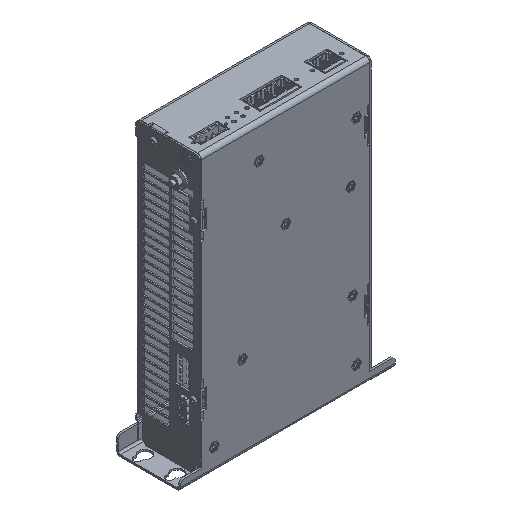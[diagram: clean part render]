
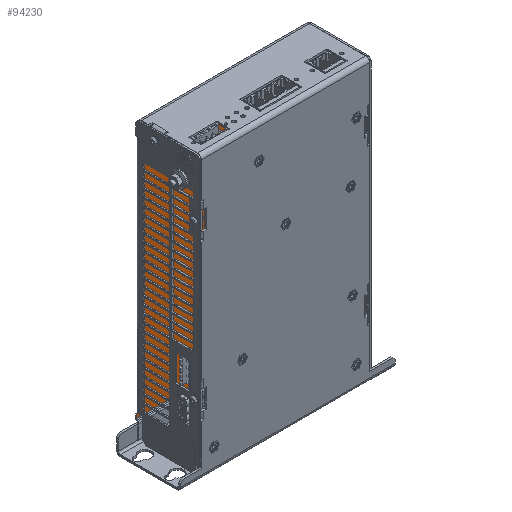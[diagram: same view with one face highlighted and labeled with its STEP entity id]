
A CAD part, isometric view. The second image highlights one B-rep face of the part: STEP entity #94230.
In plain terms, the highlighted planar face has unit normal (0, -1, 0).
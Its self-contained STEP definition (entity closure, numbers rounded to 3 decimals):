
#74232=DIRECTION('',(0.,0.,-1.));
#74233=VECTOR('',#74232,2.586);
#74234=CARTESIAN_POINT('',(66.25,-1.,93.586));
#74235=LINE('',#74234,#74233);
#74239=DIRECTION('',(-1.,0.,0.));
#74240=VECTOR('',#74239,2.);
#74241=CARTESIAN_POINT('',(66.25,-1.,91.));
#74242=LINE('',#74241,#74240);
#74246=DIRECTION('',(0.,0.,1.));
#74247=VECTOR('',#74246,1.);
#74248=CARTESIAN_POINT('',(64.25,-1.,90.));
#74249=LINE('',#74248,#74247);
#74253=DIRECTION('',(-1.,0.,0.));
#74254=VECTOR('',#74253,128.5);
#74255=CARTESIAN_POINT('',(64.25,-1.,-94.));
#74256=LINE('',#74255,#74254);
#74260=DIRECTION('',(0.,0.,1.));
#74261=VECTOR('',#74260,1.);
#74262=CARTESIAN_POINT('',(-64.25,-1.,90.));
#74263=LINE('',#74262,#74261);
#74267=DIRECTION('',(1.,0.,0.));
#74268=VECTOR('',#74267,2.);
#74269=CARTESIAN_POINT('',(-66.25,-1.,91.));
#74270=LINE('',#74269,#74268);
#74274=DIRECTION('',(0.,0.,1.));
#74275=VECTOR('',#74274,2.586);
#74276=CARTESIAN_POINT('',(-66.25,-1.,91.));
#74277=LINE('',#74276,#74275);
#74281=DIRECTION('',(1.,0.,0.));
#74282=VECTOR('',#74281,132.5);
#74283=CARTESIAN_POINT('',(-66.25,-1.,93.586));
#74284=LINE('',#74283,#74282);
#74784=DIRECTION('',(0.,0.,1.));
#74785=VECTOR('',#74784,184.);
#74786=CARTESIAN_POINT('',(-64.25,-1.,-94.));
#74787=LINE('',#74786,#74785);
#81585=DIRECTION('',(0.,0.,-1.));
#81586=VECTOR('',#81585,184.);
#81587=CARTESIAN_POINT('',(64.25,-1.,90.));
#81588=LINE('',#81587,#81586);
#91163=CARTESIAN_POINT('',(64.25,-1.,-94.));
#91164=CARTESIAN_POINT('',(-64.25,-1.,-94.));
#91165=VERTEX_POINT('',#91163);
#91166=VERTEX_POINT('',#91164);
#91173=CARTESIAN_POINT('',(-64.25,-1.,90.));
#91174=CARTESIAN_POINT('',(-64.25,-1.,91.));
#91175=VERTEX_POINT('',#91173);
#91176=VERTEX_POINT('',#91174);
#91177=CARTESIAN_POINT('',(-66.25,-1.,91.));
#91178=VERTEX_POINT('',#91177);
#91185=CARTESIAN_POINT('',(64.25,-1.,90.));
#91186=CARTESIAN_POINT('',(64.25,-1.,91.));
#91187=VERTEX_POINT('',#91185);
#91188=VERTEX_POINT('',#91186);
#91189=CARTESIAN_POINT('',(66.25,-1.,91.));
#91190=VERTEX_POINT('',#91189);
#91191=CARTESIAN_POINT('',(-66.25,-1.,93.586));
#91192=VERTEX_POINT('',#91191);
#91193=CARTESIAN_POINT('',(66.25,-1.,93.586));
#91194=VERTEX_POINT('',#91193);
#94203=CARTESIAN_POINT('',(0.,-1.,0.));
#94204=DIRECTION('',(0.,1.,0.));
#94205=DIRECTION('',(1.,0.,0.));
#94206=AXIS2_PLACEMENT_3D('',#94203,#94204,#94205);
#94207=PLANE('',#94206);
#94209=ORIENTED_EDGE('',*,*,#94208,.T.);
#94211=ORIENTED_EDGE('',*,*,#94210,.T.);
#94213=ORIENTED_EDGE('',*,*,#94212,.T.);
#94215=ORIENTED_EDGE('',*,*,#94214,.F.);
#94217=ORIENTED_EDGE('',*,*,#94216,.T.);
#94219=ORIENTED_EDGE('',*,*,#94218,.T.);
#94221=ORIENTED_EDGE('',*,*,#94220,.T.);
#94223=ORIENTED_EDGE('',*,*,#94222,.T.);
#94225=ORIENTED_EDGE('',*,*,#94224,.F.);
#94227=ORIENTED_EDGE('',*,*,#94226,.T.);
#94228=EDGE_LOOP('',(#94209,#94211,#94213,#94215,#94217,#94219,#94221,#94223,
#94225,#94227));
#94229=FACE_OUTER_BOUND('',#94228,.F.);
#94208=EDGE_CURVE('',#91192,#91194,#74284,.T.);
#94210=EDGE_CURVE('',#91194,#91190,#74235,.T.);
#94212=EDGE_CURVE('',#91190,#91188,#74242,.T.);
#94214=EDGE_CURVE('',#91187,#91188,#74249,.T.);
#94216=EDGE_CURVE('',#91187,#91165,#81588,.T.);
#94218=EDGE_CURVE('',#91165,#91166,#74256,.T.);
#94220=EDGE_CURVE('',#91166,#91175,#74787,.T.);
#94222=EDGE_CURVE('',#91175,#91176,#74263,.T.);
#94224=EDGE_CURVE('',#91178,#91176,#74270,.T.);
#94226=EDGE_CURVE('',#91178,#91192,#74277,.T.);
#94230=ADVANCED_FACE('',(#94229),#94207,.F.);
